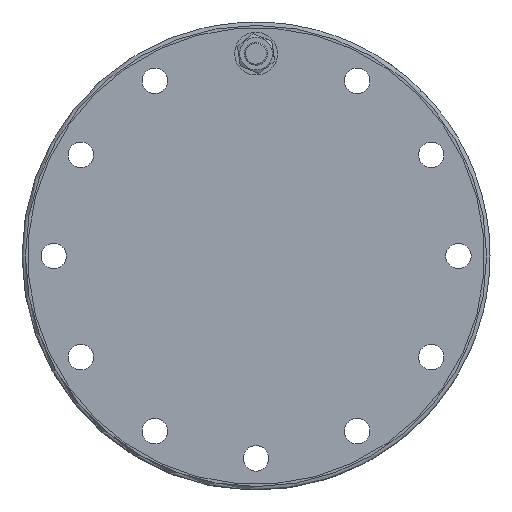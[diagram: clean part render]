
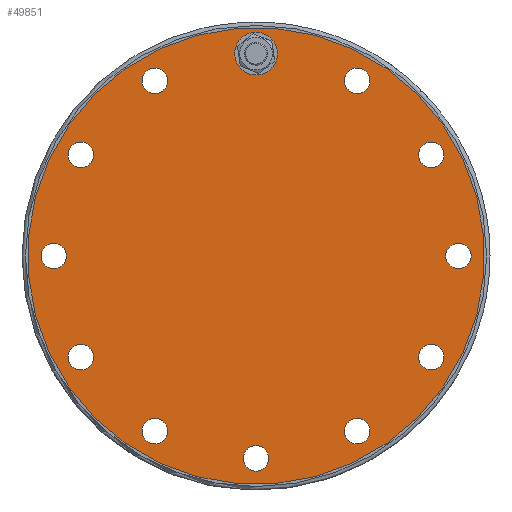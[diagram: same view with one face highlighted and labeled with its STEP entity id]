
A CAD part, left-side view. The second image highlights one B-rep face of the part: STEP entity #49851.
In plain terms, the highlighted planar face has unit normal (-1, 0, 0).
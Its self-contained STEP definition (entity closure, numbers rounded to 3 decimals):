
#4226=FACE_BOUND('',#10787,.T.);
#4227=FACE_BOUND('',#10788,.T.);
#4228=FACE_BOUND('',#10789,.T.);
#4229=FACE_BOUND('',#10790,.T.);
#4230=FACE_BOUND('',#10791,.T.);
#4231=FACE_BOUND('',#10792,.T.);
#4232=FACE_BOUND('',#10793,.T.);
#4233=FACE_BOUND('',#10794,.T.);
#4234=FACE_BOUND('',#10795,.T.);
#4235=FACE_BOUND('',#10796,.T.);
#4236=FACE_BOUND('',#10797,.T.);
#4237=FACE_BOUND('',#10798,.T.);
#4957=CIRCLE('',#52363,11.);
#4959=CIRCLE('',#52366,11.);
#4961=CIRCLE('',#52369,11.);
#4963=CIRCLE('',#52372,11.);
#4965=CIRCLE('',#52375,11.);
#4967=CIRCLE('',#52378,11.);
#4969=CIRCLE('',#52381,11.);
#4971=CIRCLE('',#52384,11.);
#4973=CIRCLE('',#52387,11.);
#4975=CIRCLE('',#52390,11.);
#4977=CIRCLE('',#52393,11.);
#4979=CIRCLE('',#52396,11.);
#4982=CIRCLE('',#52401,197.5);
#7751=FACE_OUTER_BOUND('',#10786,.T.);
#10786=EDGE_LOOP('',(#46005));
#10787=EDGE_LOOP('',(#46006));
#10788=EDGE_LOOP('',(#46007));
#10789=EDGE_LOOP('',(#46008));
#10790=EDGE_LOOP('',(#46009));
#10791=EDGE_LOOP('',(#46010));
#10792=EDGE_LOOP('',(#46011));
#10793=EDGE_LOOP('',(#46012));
#10794=EDGE_LOOP('',(#46013));
#10795=EDGE_LOOP('',(#46014));
#10796=EDGE_LOOP('',(#46015));
#10797=EDGE_LOOP('',(#46016));
#10798=EDGE_LOOP('',(#46017));
#25330=VERTEX_POINT('',#109608);
#25332=VERTEX_POINT('',#109613);
#25334=VERTEX_POINT('',#109618);
#25336=VERTEX_POINT('',#109623);
#25338=VERTEX_POINT('',#109628);
#25340=VERTEX_POINT('',#109633);
#25342=VERTEX_POINT('',#109638);
#25344=VERTEX_POINT('',#109643);
#25346=VERTEX_POINT('',#109648);
#25348=VERTEX_POINT('',#109653);
#25350=VERTEX_POINT('',#109658);
#25352=VERTEX_POINT('',#109663);
#25355=VERTEX_POINT('',#109671);
#32218=EDGE_CURVE('',#25330,#25330,#4957,.T.);
#32220=EDGE_CURVE('',#25332,#25332,#4959,.T.);
#32222=EDGE_CURVE('',#25334,#25334,#4961,.T.);
#32224=EDGE_CURVE('',#25336,#25336,#4963,.T.);
#32226=EDGE_CURVE('',#25338,#25338,#4965,.T.);
#32228=EDGE_CURVE('',#25340,#25340,#4967,.T.);
#32230=EDGE_CURVE('',#25342,#25342,#4969,.T.);
#32232=EDGE_CURVE('',#25344,#25344,#4971,.T.);
#32234=EDGE_CURVE('',#25346,#25346,#4973,.T.);
#32236=EDGE_CURVE('',#25348,#25348,#4975,.T.);
#32238=EDGE_CURVE('',#25350,#25350,#4977,.T.);
#32240=EDGE_CURVE('',#25352,#25352,#4979,.T.);
#32243=EDGE_CURVE('',#25355,#25355,#4982,.T.);
#46005=ORIENTED_EDGE('',*,*,#32243,.F.);
#46006=ORIENTED_EDGE('',*,*,#32218,.T.);
#46007=ORIENTED_EDGE('',*,*,#32220,.T.);
#46008=ORIENTED_EDGE('',*,*,#32222,.T.);
#46009=ORIENTED_EDGE('',*,*,#32224,.T.);
#46010=ORIENTED_EDGE('',*,*,#32226,.T.);
#46011=ORIENTED_EDGE('',*,*,#32228,.T.);
#46012=ORIENTED_EDGE('',*,*,#32230,.T.);
#46013=ORIENTED_EDGE('',*,*,#32232,.T.);
#46014=ORIENTED_EDGE('',*,*,#32234,.T.);
#46015=ORIENTED_EDGE('',*,*,#32236,.T.);
#46016=ORIENTED_EDGE('',*,*,#32238,.T.);
#46017=ORIENTED_EDGE('',*,*,#32240,.T.);
#47204=PLANE('',#52400);
#49851=ADVANCED_FACE('',(#7751,#4226,#4227,#4228,#4229,#4230,#4231,#4232,
#4233,#4234,#4235,#4236,#4237),#47204,.T.);
#52363=AXIS2_PLACEMENT_3D('',#109609,#60928,#60929);
#52366=AXIS2_PLACEMENT_3D('',#109614,#60934,#60935);
#52369=AXIS2_PLACEMENT_3D('',#109619,#60940,#60941);
#52372=AXIS2_PLACEMENT_3D('',#109624,#60946,#60947);
#52375=AXIS2_PLACEMENT_3D('',#109629,#60952,#60953);
#52378=AXIS2_PLACEMENT_3D('',#109634,#60958,#60959);
#52381=AXIS2_PLACEMENT_3D('',#109639,#60964,#60965);
#52384=AXIS2_PLACEMENT_3D('',#109644,#60970,#60971);
#52387=AXIS2_PLACEMENT_3D('',#109649,#60976,#60977);
#52390=AXIS2_PLACEMENT_3D('',#109654,#60982,#60983);
#52393=AXIS2_PLACEMENT_3D('',#109659,#60988,#60989);
#52396=AXIS2_PLACEMENT_3D('',#109664,#60994,#60995);
#52400=AXIS2_PLACEMENT_3D('',#109670,#61002,#61003);
#52401=AXIS2_PLACEMENT_3D('',#109672,#61004,#61005);
#60928=DIRECTION('center_axis',(1.,0.,0.));
#60929=DIRECTION('ref_axis',(0.,0.5,0.866));
#60934=DIRECTION('center_axis',(1.,0.,0.));
#60935=DIRECTION('ref_axis',(0.,0.866,0.5));
#60940=DIRECTION('center_axis',(1.,0.,0.));
#60941=DIRECTION('ref_axis',(0.,1.,0.));
#60946=DIRECTION('center_axis',(1.,0.,0.));
#60947=DIRECTION('ref_axis',(0.,0.866,-0.5));
#60952=DIRECTION('center_axis',(1.,0.,0.));
#60953=DIRECTION('ref_axis',(0.,0.5,-0.866));
#60958=DIRECTION('center_axis',(1.,0.,0.));
#60959=DIRECTION('ref_axis',(0.,0.,-1.));
#60964=DIRECTION('center_axis',(1.,0.,0.));
#60965=DIRECTION('ref_axis',(0.,-0.5,-0.866));
#60970=DIRECTION('center_axis',(1.,0.,0.));
#60971=DIRECTION('ref_axis',(0.,-0.866,-0.5));
#60976=DIRECTION('center_axis',(1.,0.,0.));
#60977=DIRECTION('ref_axis',(0.,-1.,0.));
#60982=DIRECTION('center_axis',(1.,0.,0.));
#60983=DIRECTION('ref_axis',(0.,-0.866,0.5));
#60988=DIRECTION('center_axis',(1.,0.,0.));
#60989=DIRECTION('ref_axis',(0.,-0.5,0.866));
#60994=DIRECTION('center_axis',(1.,0.,0.));
#60995=DIRECTION('ref_axis',(0.,0.,1.));
#61002=DIRECTION('center_axis',(-1.,0.,0.));
#61003=DIRECTION('ref_axis',(0.,0.,1.));
#61004=DIRECTION('center_axis',(1.,0.,0.));
#61005=DIRECTION('ref_axis',(0.,1.,0.));
#109608=CARTESIAN_POINT('',(0.,163.537,-54.82));
#109609=CARTESIAN_POINT('Origin',(0.,169.037,
-45.293));
#109613=CARTESIAN_POINT('',(0.,114.217,-129.244));
#109614=CARTESIAN_POINT('Origin',(0.,123.744,
-123.744));
#109618=CARTESIAN_POINT('',(0.,34.293,-169.037));
#109619=CARTESIAN_POINT('Origin',(0.,45.293,
-169.037));
#109623=CARTESIAN_POINT('',(0.,-54.82,-163.537));
#109624=CARTESIAN_POINT('Origin',(0.,-45.293,
-169.037));
#109628=CARTESIAN_POINT('',(0.,-129.244,-114.217));
#109629=CARTESIAN_POINT('Origin',(0.,-123.744,
-123.744));
#109633=CARTESIAN_POINT('',(0.,-169.037,-34.293));
#109634=CARTESIAN_POINT('Origin',(0.,-169.037,
-45.293));
#109638=CARTESIAN_POINT('',(0.,-163.537,54.82));
#109639=CARTESIAN_POINT('Origin',(0.,-169.037,
45.293));
#109643=CARTESIAN_POINT('',(0.,-114.217,129.244));
#109644=CARTESIAN_POINT('Origin',(0.,-123.744,
123.744));
#109648=CARTESIAN_POINT('',(0.,-34.293,169.037));
#109649=CARTESIAN_POINT('Origin',(0.,-45.293,
169.037));
#109653=CARTESIAN_POINT('',(0.,54.82,163.537));
#109654=CARTESIAN_POINT('Origin',(0.,45.293,
169.037));
#109658=CARTESIAN_POINT('',(0.,129.244,114.217));
#109659=CARTESIAN_POINT('Origin',(0.,123.744,
123.744));
#109663=CARTESIAN_POINT('',(0.,169.037,34.293));
#109664=CARTESIAN_POINT('Origin',(0.,169.037,
45.293));
#109670=CARTESIAN_POINT('Origin',(0.,98.75,0.));
#109671=CARTESIAN_POINT('',(0.,197.5,0.));
#109672=CARTESIAN_POINT('Origin',(0.,0.,0.));
